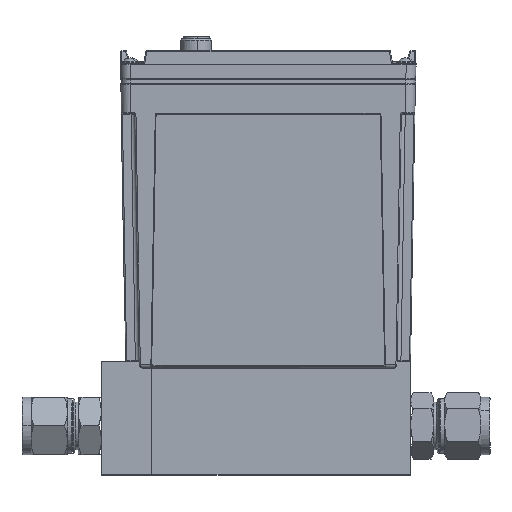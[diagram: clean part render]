
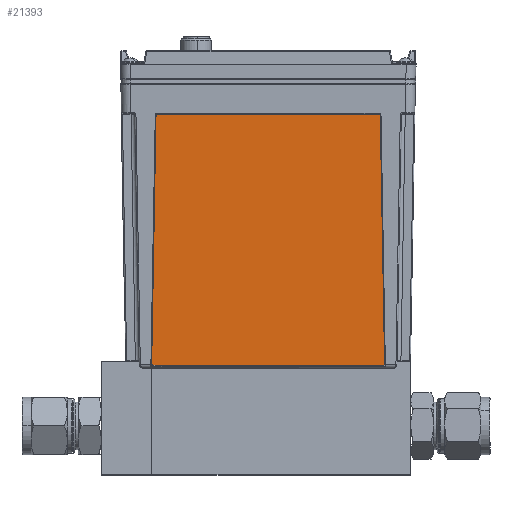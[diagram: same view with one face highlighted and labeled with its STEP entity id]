
A CAD part, top view. The second image highlights one B-rep face of the part: STEP entity #21393.
In plain terms, the highlighted planar face has unit normal (0, -0.018, 1).
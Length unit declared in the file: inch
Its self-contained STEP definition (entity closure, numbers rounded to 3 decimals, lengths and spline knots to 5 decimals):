
#1786 = DIRECTION ( 'NONE',  ( 1., 0., 0. ) ) ;
#2105 = DIRECTION ( 'NONE',  ( 1., 0., 0. ) ) ;
#2760 = DIRECTION ( 'NONE',  ( -1., 0., 0. ) ) ;
#4739 = CARTESIAN_POINT ( 'NONE',  ( 0.79014, 0.82988, 0.96339 ) ) ;
#6384 = DIRECTION ( 'NONE',  ( -0.017, 1., 0.017 ) ) ;
#8218 = CARTESIAN_POINT ( 'NONE',  ( 0.70385, 4.63895, 1.02987 ) ) ;
#9159 = CARTESIAN_POINT ( 'NONE',  ( -2.6965, 4.63895, 1.02987 ) ) ;
#9812 = VERTEX_POINT ( 'NONE', #56694 ) ;
#10026 = LINE ( 'NONE', #9159, #22051 ) ;
#11720 = DIRECTION ( 'NONE',  ( 0., -0.017, 1. ) ) ;
#13495 = DIRECTION ( 'NONE',  ( 0., -0.017, 1. ) ) ;
#14001 = VERTEX_POINT ( 'NONE', #47414 ) ;
#17730 = VECTOR ( 'NONE', #6384, 39.37008 ) ;
#18387 = EDGE_CURVE ( 'NONE', #52017, #49759, #25888, .T. ) ;
#20271 = CARTESIAN_POINT ( 'NONE',  ( 0.77015, 0.82953, 0.96338 ) ) ;
#20497 = EDGE_CURVE ( 'NONE', #14001, #39340, #42899, .T. ) ;
#20661 = VECTOR ( 'NONE', #1786, 39.37008 ) ;
#21393 = ADVANCED_FACE ( 'NONE', ( #49118 ), #64826, .T. ) ;
#22051 = VECTOR ( 'NONE', #55022, 39.37008 ) ;
#22957 = AXIS2_PLACEMENT_3D ( 'NONE', #62996, #32635, #2105 ) ;
#23189 = LINE ( 'NONE', #43603, #42187 ) ;
#24435 = EDGE_CURVE ( 'NONE', #9812, #52017, #10026, .T. ) ;
#24628 = CARTESIAN_POINT ( 'NONE',  ( -0.9865, 4.63895, 1.02987 ) ) ;
#25172 = AXIS2_PLACEMENT_3D ( 'NONE', #43957, #13495, #49049 ) ;
#25396 = DIRECTION ( 'NONE',  ( 1., 0., 0. ) ) ;
#25888 = CIRCLE ( 'NONE', #36336, 0.02 ) ;
#29662 = DIRECTION ( 'NONE',  ( 1., 0., 0. ) ) ;
#30586 = VERTEX_POINT ( 'NONE', #55551 ) ;
#32635 = DIRECTION ( 'NONE',  ( 0., -0.017, 1. ) ) ;
#34475 = CIRCLE ( 'NONE', #22957, 0.02 ) ;
#36336 = AXIS2_PLACEMENT_3D ( 'NONE', #42162, #11720, #47296 ) ;
#37729 = VERTEX_POINT ( 'NONE', #48514 ) ;
#38792 = EDGE_CURVE ( 'NONE', #37729, #9812, #49642, .T. ) ;
#39340 = VERTEX_POINT ( 'NONE', #4739 ) ;
#41784 = EDGE_CURVE ( 'NONE', #39340, #30586, #59772, .T. ) ;
#42162 = CARTESIAN_POINT ( 'NONE',  ( -2.74315, 0.82953, 0.96338 ) ) ;
#42187 = VECTOR ( 'NONE', #2760, 39.37008 ) ;
#42899 = CIRCLE ( 'NONE', #64422, 0.02 ) ;
#42938 = EDGE_LOOP ( 'NONE', ( #44026, #45177, #46711, #49040, #51410, #53605, #56206, #57783 ) ) ;
#43603 = CARTESIAN_POINT ( 'NONE',  ( 0.7235, 4.63895, 1.02987 ) ) ;
#43957 = CARTESIAN_POINT ( 'NONE',  ( -2.67685, 4.61895, 1.02953 ) ) ;
#44026 = ORIENTED_EDGE ( 'NONE', *, *, #51133, .T. ) ;
#44111 = VERTEX_POINT ( 'NONE', #8218 ) ;
#45177 = ORIENTED_EDGE ( 'NONE', *, *, #20497, .T. ) ;
#45897 = AXIS2_PLACEMENT_3D ( 'NONE', #24628, #60033, #29662 ) ;
#46711 = ORIENTED_EDGE ( 'NONE', *, *, #41784, .T. ) ;
#46972 = CARTESIAN_POINT ( 'NONE',  ( 0.7905, 0.80953, 0.96303 ) ) ;
#47296 = DIRECTION ( 'NONE',  ( 1., 0., 0. ) ) ;
#47414 = CARTESIAN_POINT ( 'NONE',  ( 0.77015, 0.80953, 0.96303 ) ) ;
#47686 = LINE ( 'NONE', #52620, #20661 ) ;
#48514 = CARTESIAN_POINT ( 'NONE',  ( -2.67685, 4.63895, 1.02987 ) ) ;
#49040 = ORIENTED_EDGE ( 'NONE', *, *, #59138, .T. ) ;
#49049 = DIRECTION ( 'NONE',  ( 1., 0., 0. ) ) ;
#49118 = FACE_OUTER_BOUND ( 'NONE', #42938, .T. ) ;
#49642 = CIRCLE ( 'NONE', #25172, 0.02 ) ;
#49759 = VERTEX_POINT ( 'NONE', #61189 ) ;
#50762 = EDGE_CURVE ( 'NONE', #44111, #37729, #23189, .T. ) ;
#51133 = EDGE_CURVE ( 'NONE', #49759, #14001, #47686, .T. ) ;
#51410 = ORIENTED_EDGE ( 'NONE', *, *, #50762, .T. ) ;
#52017 = VERTEX_POINT ( 'NONE', #62774 ) ;
#52620 = CARTESIAN_POINT ( 'NONE',  ( -2.7635, 0.80953, 0.96303 ) ) ;
#53605 = ORIENTED_EDGE ( 'NONE', *, *, #38792, .T. ) ;
#55022 = DIRECTION ( 'NONE',  ( -0.017, -1., -0.017 ) ) ;
#55551 = CARTESIAN_POINT ( 'NONE',  ( 0.72384, 4.6193, 1.02953 ) ) ;
#55749 = DIRECTION ( 'NONE',  ( 0., -0.017, 1. ) ) ;
#56206 = ORIENTED_EDGE ( 'NONE', *, *, #24435, .T. ) ;
#56694 = CARTESIAN_POINT ( 'NONE',  ( -2.69684, 4.6193, 1.02953 ) ) ;
#57783 = ORIENTED_EDGE ( 'NONE', *, *, #18387, .T. ) ;
#59138 = EDGE_CURVE ( 'NONE', #30586, #44111, #34475, .T. ) ;
#59772 = LINE ( 'NONE', #46972, #17730 ) ;
#60033 = DIRECTION ( 'NONE',  ( 0., -0.017, 1. ) ) ;
#61189 = CARTESIAN_POINT ( 'NONE',  ( -2.74315, 0.80953, 0.96303 ) ) ;
#62774 = CARTESIAN_POINT ( 'NONE',  ( -2.76314, 0.82988, 0.96339 ) ) ;
#62996 = CARTESIAN_POINT ( 'NONE',  ( 0.70385, 4.61895, 1.02953 ) ) ;
#64422 = AXIS2_PLACEMENT_3D ( 'NONE', #20271, #55749, #25396 ) ;
#64826 = PLANE ( 'NONE',  #45897 ) ;
